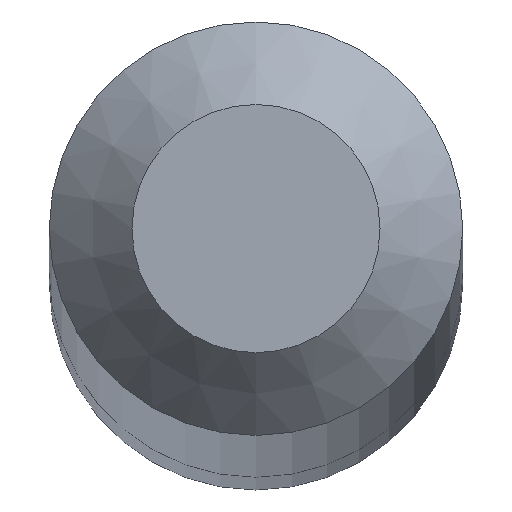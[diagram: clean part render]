
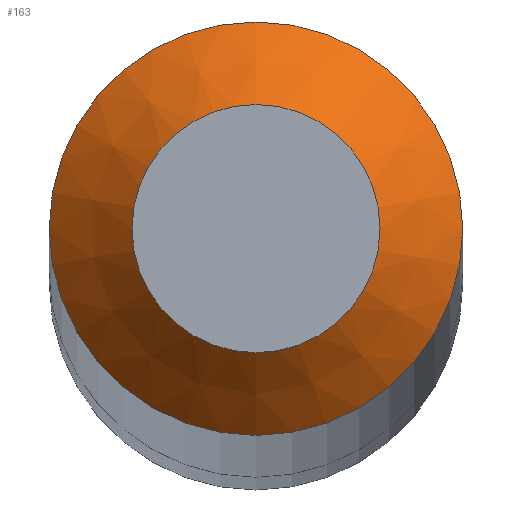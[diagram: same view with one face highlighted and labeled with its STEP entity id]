
A CAD part, top view. The second image highlights one B-rep face of the part: STEP entity #163.
In plain terms, the highlighted conical face has half-angle 45 degrees and reference radius 0.15 mm.
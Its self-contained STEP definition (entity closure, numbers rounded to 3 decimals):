
#11 = EDGE_LOOP ( 'NONE', ( #182 ) ) ;
#15 = DIRECTION ( 'NONE',  ( 0., 0., -1. ) ) ;
#20 = EDGE_CURVE ( 'NONE', #60, #60, #59, .T. ) ;
#23 = AXIS2_PLACEMENT_3D ( 'NONE', #147, #119, #49 ) ;
#24 = CARTESIAN_POINT ( 'NONE',  ( 0., 0., 38. ) ) ;
#30 = CARTESIAN_POINT ( 'NONE',  ( 0., 0.25, 37.9 ) ) ;
#35 = EDGE_CURVE ( 'NONE', #121, #121, #197, .T. ) ;
#43 = CONICAL_SURFACE ( 'NONE', #150, 0.15, 0.785 ) ;
#48 = CARTESIAN_POINT ( 'NONE',  ( 0., 0.15, 38. ) ) ;
#49 = DIRECTION ( 'NONE',  ( 0., 1., 0. ) ) ;
#57 = DIRECTION ( 'NONE',  ( 0., 1., 0. ) ) ;
#59 = CIRCLE ( 'NONE', #84, 0.15 ) ;
#60 = VERTEX_POINT ( 'NONE', #48 ) ;
#84 = AXIS2_PLACEMENT_3D ( 'NONE', #130, #15, #57 ) ;
#98 = ORIENTED_EDGE ( 'NONE', *, *, #35, .F. ) ;
#107 = FACE_BOUND ( 'NONE', #11, .T. ) ;
#113 = EDGE_LOOP ( 'NONE', ( #98 ) ) ;
#117 = DIRECTION ( 'NONE',  ( 0., 0., -1. ) ) ;
#119 = DIRECTION ( 'NONE',  ( 0., 0., -1. ) ) ;
#121 = VERTEX_POINT ( 'NONE', #30 ) ;
#129 = DIRECTION ( 'NONE',  ( 0., 1., 0. ) ) ;
#130 = CARTESIAN_POINT ( 'NONE',  ( 0., 0., 38. ) ) ;
#147 = CARTESIAN_POINT ( 'NONE',  ( 0., 0., 37.9 ) ) ;
#150 = AXIS2_PLACEMENT_3D ( 'NONE', #24, #117, #129 ) ;
#163 = ADVANCED_FACE ( 'NONE', ( #181, #107 ), #43, .T. ) ;
#181 = FACE_OUTER_BOUND ( 'NONE', #113, .T. ) ;
#182 = ORIENTED_EDGE ( 'NONE', *, *, #20, .T. ) ;
#197 = CIRCLE ( 'NONE', #23, 0.25 ) ;
